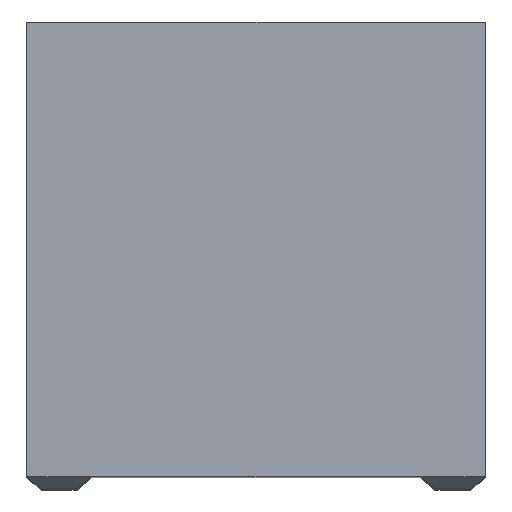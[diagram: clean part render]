
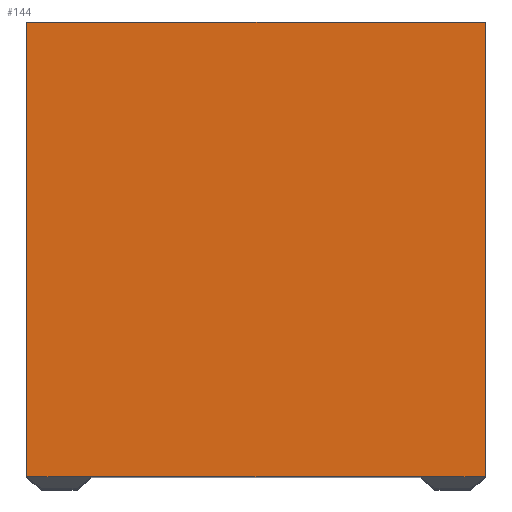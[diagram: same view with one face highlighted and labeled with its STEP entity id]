
A CAD part, top view. The second image highlights one B-rep face of the part: STEP entity #144.
In plain terms, the highlighted planar face has unit normal (0, 0, 1).
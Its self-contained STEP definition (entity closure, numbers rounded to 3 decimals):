
#68 = ORIENTED_EDGE ( 'NONE', *, *, #1178, .T. ) ;
#80 = CARTESIAN_POINT ( 'NONE',  ( 110., -3., 3. ) ) ;
#87 = DIRECTION ( 'NONE',  ( -1., 0., 0. ) ) ;
#104 = DIRECTION ( 'NONE',  ( 0., -1., 0. ) ) ;
#108 = LINE ( 'NONE', #1173, #1179 ) ;
#142 = EDGE_CURVE ( 'NONE', #185, #708, #835, .T. ) ;
#144 = ADVANCED_FACE ( 'NONE', ( #659 ), #693, .F. ) ;
#185 = VERTEX_POINT ( 'NONE', #1061 ) ;
#223 = EDGE_CURVE ( 'NONE', #616, #692, #108, .T. ) ;
#261 = ORIENTED_EDGE ( 'NONE', *, *, #223, .F. ) ;
#340 = VERTEX_POINT ( 'NONE', #1425 ) ;
#362 = CARTESIAN_POINT ( 'NONE',  ( 13., -3., 3. ) ) ;
#368 = EDGE_CURVE ( 'NONE', #1361, #616, #766, .T. ) ;
#379 = VECTOR ( 'NONE', #87, 1000. ) ;
#394 = VECTOR ( 'NONE', #852, 1000. ) ;
#545 = ORIENTED_EDGE ( 'NONE', *, *, #368, .F. ) ;
#616 = VERTEX_POINT ( 'NONE', #1457 ) ;
#621 = AXIS2_PLACEMENT_3D ( 'NONE', #923, #1159, #1262 ) ;
#655 = DIRECTION ( 'NONE',  ( -1., 0., 0. ) ) ;
#659 = FACE_OUTER_BOUND ( 'NONE', #926, .T. ) ;
#661 = CARTESIAN_POINT ( 'NONE',  ( 110., -3., 3. ) ) ;
#685 = VECTOR ( 'NONE', #655, 1000. ) ;
#692 = VERTEX_POINT ( 'NONE', #362 ) ;
#693 = PLANE ( 'NONE',  #621 ) ;
#708 = VERTEX_POINT ( 'NONE', #1164 ) ;
#766 = LINE ( 'NONE', #80, #379 ) ;
#835 = LINE ( 'NONE', #1370, #964 ) ;
#852 = DIRECTION ( 'NONE',  ( -1., 0., 0. ) ) ;
#879 = CARTESIAN_POINT ( 'NONE',  ( 110., 109., 3. ) ) ;
#909 = LINE ( 'NONE', #1101, #394 ) ;
#923 = CARTESIAN_POINT ( 'NONE',  ( 110., 0., 3. ) ) ;
#926 = EDGE_LOOP ( 'NONE', ( #68, #1126, #973, #261, #545, #1402 ) ) ;
#952 = DIRECTION ( 'NONE',  ( -1., 0., 0. ) ) ;
#964 = VECTOR ( 'NONE', #1038, 1000. ) ;
#965 = EDGE_CURVE ( 'NONE', #692, #185, #909, .T. ) ;
#973 = ORIENTED_EDGE ( 'NONE', *, *, #965, .F. ) ;
#1003 = CARTESIAN_POINT ( 'NONE',  ( 110., 0., 3. ) ) ;
#1038 = DIRECTION ( 'NONE',  ( 0., 1., 0. ) ) ;
#1053 = EDGE_CURVE ( 'NONE', #340, #1361, #1129, .T. ) ;
#1061 = CARTESIAN_POINT ( 'NONE',  ( -3., -3., 3. ) ) ;
#1101 = CARTESIAN_POINT ( 'NONE',  ( -3., -3., 3. ) ) ;
#1126 = ORIENTED_EDGE ( 'NONE', *, *, #142, .F. ) ;
#1129 = LINE ( 'NONE', #1003, #1190 ) ;
#1134 = LINE ( 'NONE', #879, #685 ) ;
#1159 = DIRECTION ( 'NONE',  ( 0., 0., -1. ) ) ;
#1164 = CARTESIAN_POINT ( 'NONE',  ( -3., 109., 3. ) ) ;
#1173 = CARTESIAN_POINT ( 'NONE',  ( 110., -3., 3. ) ) ;
#1178 = EDGE_CURVE ( 'NONE', #340, #708, #1134, .T. ) ;
#1179 = VECTOR ( 'NONE', #952, 1000. ) ;
#1190 = VECTOR ( 'NONE', #104, 1000. ) ;
#1262 = DIRECTION ( 'NONE',  ( 0., 1., 0. ) ) ;
#1361 = VERTEX_POINT ( 'NONE', #661 ) ;
#1370 = CARTESIAN_POINT ( 'NONE',  ( -3., -3., 3. ) ) ;
#1402 = ORIENTED_EDGE ( 'NONE', *, *, #1053, .F. ) ;
#1425 = CARTESIAN_POINT ( 'NONE',  ( 110., 109., 3. ) ) ;
#1457 = CARTESIAN_POINT ( 'NONE',  ( 94., -3., 3. ) ) ;
